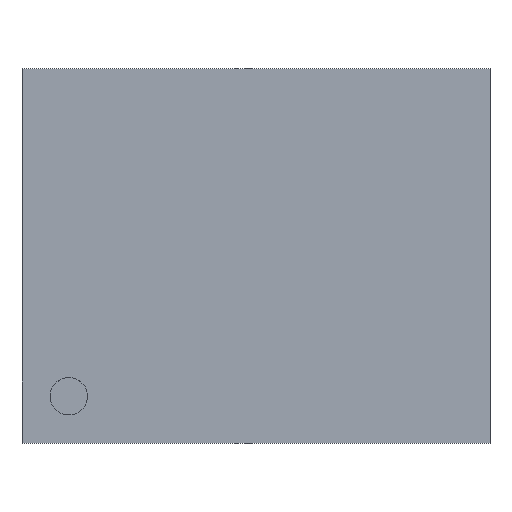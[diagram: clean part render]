
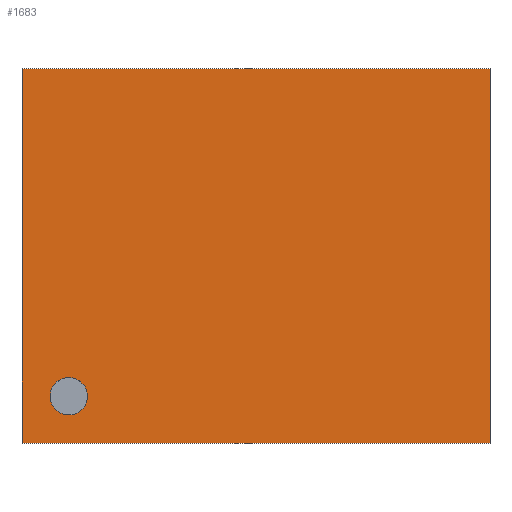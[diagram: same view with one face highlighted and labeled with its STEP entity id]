
A CAD part, top view. The second image highlights one B-rep face of the part: STEP entity #1683.
In plain terms, the highlighted planar face has unit normal (0, 0, 1).
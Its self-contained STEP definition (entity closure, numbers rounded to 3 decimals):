
#186 = PLANE('',#187);
#187 = AXIS2_PLACEMENT_3D('',#188,#189,#190);
#188 = CARTESIAN_POINT('',(-1.25,1.,0.02));
#189 = DIRECTION('',(0.,1.,0.));
#190 = DIRECTION('',(1.,0.,0.));
#214 = PLANE('',#215);
#215 = AXIS2_PLACEMENT_3D('',#216,#217,#218);
#216 = CARTESIAN_POINT('',(-1.25,-1.,0.02));
#217 = DIRECTION('',(-1.,0.,0.));
#218 = DIRECTION('',(0.,1.,0.));
#242 = PLANE('',#243);
#243 = AXIS2_PLACEMENT_3D('',#244,#245,#246);
#244 = CARTESIAN_POINT('',(1.25,-1.,0.02));
#245 = DIRECTION('',(0.,-1.,0.));
#246 = DIRECTION('',(-1.,0.,0.));
#268 = PLANE('',#269);
#269 = AXIS2_PLACEMENT_3D('',#270,#271,#272);
#270 = CARTESIAN_POINT('',(1.25,1.,0.02));
#271 = DIRECTION('',(1.,0.,0.));
#272 = DIRECTION('',(0.,-1.,0.));
#876 = VERTEX_POINT('',#877);
#877 = CARTESIAN_POINT('',(-1.25,1.,0.84));
#898 = EDGE_CURVE('',#876,#899,#901,.T.);
#899 = VERTEX_POINT('',#900);
#900 = CARTESIAN_POINT('',(1.25,1.,0.84));
#901 = SURFACE_CURVE('',#902,(#906,#913),.PCURVE_S1.);
#902 = LINE('',#903,#904);
#903 = CARTESIAN_POINT('',(-1.25,1.,0.84));
#904 = VECTOR('',#905,1.);
#905 = DIRECTION('',(1.,0.,0.));
#906 = PCURVE('',#186,#907);
#907 = DEFINITIONAL_REPRESENTATION('',(#908),#912);
#908 = LINE('',#909,#910);
#909 = CARTESIAN_POINT('',(0.,-0.82));
#910 = VECTOR('',#911,1.);
#911 = DIRECTION('',(1.,0.));
#912 = ( GEOMETRIC_REPRESENTATION_CONTEXT(2) 
PARAMETRIC_REPRESENTATION_CONTEXT() REPRESENTATION_CONTEXT('2D SPACE',''
  ) );
#913 = PCURVE('',#914,#919);
#914 = PLANE('',#915);
#915 = AXIS2_PLACEMENT_3D('',#916,#917,#918);
#916 = CARTESIAN_POINT('',(-1.25,1.,0.84));
#917 = DIRECTION('',(0.,0.,1.));
#918 = DIRECTION('',(1.,0.,0.));
#919 = DEFINITIONAL_REPRESENTATION('',(#920),#924);
#920 = LINE('',#921,#922);
#921 = CARTESIAN_POINT('',(0.,0.));
#922 = VECTOR('',#923,1.);
#923 = DIRECTION('',(1.,0.));
#924 = ( GEOMETRIC_REPRESENTATION_CONTEXT(2) 
PARAMETRIC_REPRESENTATION_CONTEXT() REPRESENTATION_CONTEXT('2D SPACE',''
  ) );
#952 = VERTEX_POINT('',#953);
#953 = CARTESIAN_POINT('',(-1.25,-1.,0.84));
#974 = EDGE_CURVE('',#952,#876,#975,.T.);
#975 = SURFACE_CURVE('',#976,(#980,#987),.PCURVE_S1.);
#976 = LINE('',#977,#978);
#977 = CARTESIAN_POINT('',(-1.25,-1.,0.84));
#978 = VECTOR('',#979,1.);
#979 = DIRECTION('',(0.,1.,0.));
#980 = PCURVE('',#214,#981);
#981 = DEFINITIONAL_REPRESENTATION('',(#982),#986);
#982 = LINE('',#983,#984);
#983 = CARTESIAN_POINT('',(0.,-0.82));
#984 = VECTOR('',#985,1.);
#985 = DIRECTION('',(1.,0.));
#986 = ( GEOMETRIC_REPRESENTATION_CONTEXT(2) 
PARAMETRIC_REPRESENTATION_CONTEXT() REPRESENTATION_CONTEXT('2D SPACE',''
  ) );
#987 = PCURVE('',#914,#988);
#988 = DEFINITIONAL_REPRESENTATION('',(#989),#993);
#989 = LINE('',#990,#991);
#990 = CARTESIAN_POINT('',(0.,-2.));
#991 = VECTOR('',#992,1.);
#992 = DIRECTION('',(0.,1.));
#993 = ( GEOMETRIC_REPRESENTATION_CONTEXT(2) 
PARAMETRIC_REPRESENTATION_CONTEXT() REPRESENTATION_CONTEXT('2D SPACE',''
  ) );
#1001 = EDGE_CURVE('',#899,#1002,#1004,.T.);
#1002 = VERTEX_POINT('',#1003);
#1003 = CARTESIAN_POINT('',(1.25,-1.,0.84));
#1004 = SURFACE_CURVE('',#1005,(#1009,#1016),.PCURVE_S1.);
#1005 = LINE('',#1006,#1007);
#1006 = CARTESIAN_POINT('',(1.25,1.,0.84));
#1007 = VECTOR('',#1008,1.);
#1008 = DIRECTION('',(0.,-1.,0.));
#1009 = PCURVE('',#268,#1010);
#1010 = DEFINITIONAL_REPRESENTATION('',(#1011),#1015);
#1011 = LINE('',#1012,#1013);
#1012 = CARTESIAN_POINT('',(0.,-0.82));
#1013 = VECTOR('',#1014,1.);
#1014 = DIRECTION('',(1.,0.));
#1015 = ( GEOMETRIC_REPRESENTATION_CONTEXT(2) 
PARAMETRIC_REPRESENTATION_CONTEXT() REPRESENTATION_CONTEXT('2D SPACE',''
  ) );
#1016 = PCURVE('',#914,#1017);
#1017 = DEFINITIONAL_REPRESENTATION('',(#1018),#1022);
#1018 = LINE('',#1019,#1020);
#1019 = CARTESIAN_POINT('',(2.5,0.));
#1020 = VECTOR('',#1021,1.);
#1021 = DIRECTION('',(0.,-1.));
#1022 = ( GEOMETRIC_REPRESENTATION_CONTEXT(2) 
PARAMETRIC_REPRESENTATION_CONTEXT() REPRESENTATION_CONTEXT('2D SPACE',''
  ) );
#1050 = EDGE_CURVE('',#1002,#952,#1051,.T.);
#1051 = SURFACE_CURVE('',#1052,(#1056,#1063),.PCURVE_S1.);
#1052 = LINE('',#1053,#1054);
#1053 = CARTESIAN_POINT('',(1.25,-1.,0.84));
#1054 = VECTOR('',#1055,1.);
#1055 = DIRECTION('',(-1.,0.,0.));
#1056 = PCURVE('',#242,#1057);
#1057 = DEFINITIONAL_REPRESENTATION('',(#1058),#1062);
#1058 = LINE('',#1059,#1060);
#1059 = CARTESIAN_POINT('',(0.,-0.82));
#1060 = VECTOR('',#1061,1.);
#1061 = DIRECTION('',(1.,0.));
#1062 = ( GEOMETRIC_REPRESENTATION_CONTEXT(2) 
PARAMETRIC_REPRESENTATION_CONTEXT() REPRESENTATION_CONTEXT('2D SPACE',''
  ) );
#1063 = PCURVE('',#914,#1064);
#1064 = DEFINITIONAL_REPRESENTATION('',(#1065),#1069);
#1065 = LINE('',#1066,#1067);
#1066 = CARTESIAN_POINT('',(2.5,-2.));
#1067 = VECTOR('',#1068,1.);
#1068 = DIRECTION('',(-1.,0.));
#1069 = ( GEOMETRIC_REPRESENTATION_CONTEXT(2) 
PARAMETRIC_REPRESENTATION_CONTEXT() REPRESENTATION_CONTEXT('2D SPACE',''
  ) );
#1683 = ADVANCED_FACE('',(#1684,#1690),#914,.T.);
#1684 = FACE_BOUND('',#1685,.T.);
#1685 = EDGE_LOOP('',(#1686,#1687,#1688,#1689));
#1686 = ORIENTED_EDGE('',*,*,#898,.F.);
#1687 = ORIENTED_EDGE('',*,*,#974,.F.);
#1688 = ORIENTED_EDGE('',*,*,#1050,.F.);
#1689 = ORIENTED_EDGE('',*,*,#1001,.F.);
#1690 = FACE_BOUND('',#1691,.T.);
#1691 = EDGE_LOOP('',(#1692));
#1692 = ORIENTED_EDGE('',*,*,#1693,.F.);
#1693 = EDGE_CURVE('',#1694,#1694,#1696,.T.);
#1694 = VERTEX_POINT('',#1695);
#1695 = CARTESIAN_POINT('',(-0.9,-0.75,0.84));
#1696 = SURFACE_CURVE('',#1697,(#1702,#1709),.PCURVE_S1.);
#1697 = CIRCLE('',#1698,0.1);
#1698 = AXIS2_PLACEMENT_3D('',#1699,#1700,#1701);
#1699 = CARTESIAN_POINT('',(-1.,-0.75,0.84));
#1700 = DIRECTION('',(0.,0.,1.));
#1701 = DIRECTION('',(1.,0.,0.));
#1702 = PCURVE('',#914,#1703);
#1703 = DEFINITIONAL_REPRESENTATION('',(#1704),#1708);
#1704 = CIRCLE('',#1705,0.1);
#1705 = AXIS2_PLACEMENT_2D('',#1706,#1707);
#1706 = CARTESIAN_POINT('',(0.25,-1.75));
#1707 = DIRECTION('',(1.,0.));
#1708 = ( GEOMETRIC_REPRESENTATION_CONTEXT(2) 
PARAMETRIC_REPRESENTATION_CONTEXT() REPRESENTATION_CONTEXT('2D SPACE',''
  ) );
#1709 = PCURVE('',#1710,#1715);
#1710 = CYLINDRICAL_SURFACE('',#1711,0.1);
#1711 = AXIS2_PLACEMENT_3D('',#1712,#1713,#1714);
#1712 = CARTESIAN_POINT('',(-1.,-0.75,0.84));
#1713 = DIRECTION('',(0.,0.,1.));
#1714 = DIRECTION('',(1.,0.,0.));
#1715 = DEFINITIONAL_REPRESENTATION('',(#1716),#1720);
#1716 = LINE('',#1717,#1718);
#1717 = CARTESIAN_POINT('',(0.,0.));
#1718 = VECTOR('',#1719,1.);
#1719 = DIRECTION('',(1.,0.));
#1720 = ( GEOMETRIC_REPRESENTATION_CONTEXT(2) 
PARAMETRIC_REPRESENTATION_CONTEXT() REPRESENTATION_CONTEXT('2D SPACE',''
  ) );
